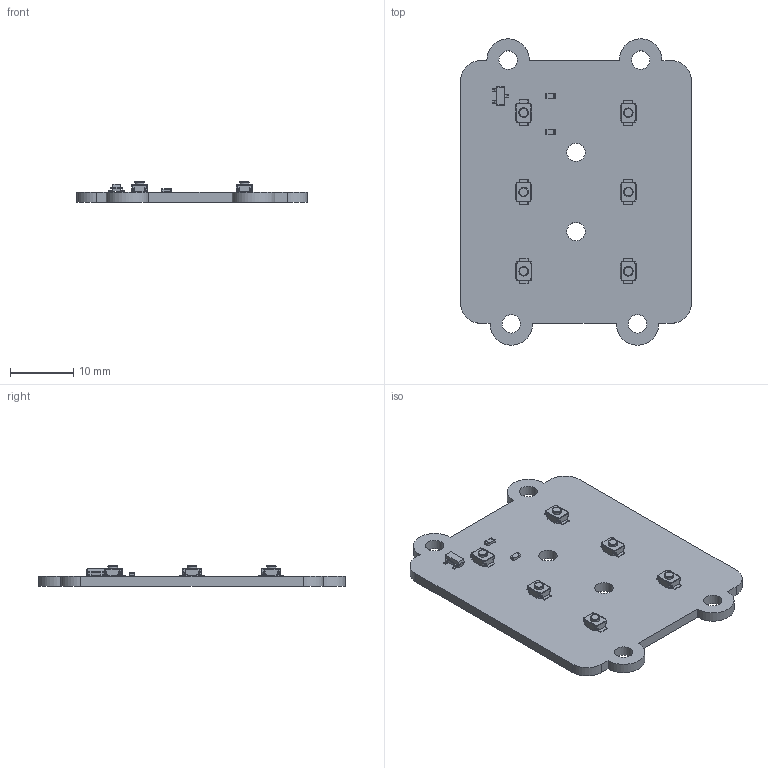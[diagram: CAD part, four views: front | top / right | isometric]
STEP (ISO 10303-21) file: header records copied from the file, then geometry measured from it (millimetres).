
FILE_DESCRIPTION(('KiCad electronic assembly'),'2;1');
FILE_NAME('sucker-one-ui-board.step','2021-03-05T18:09:21',('Pcbnew'),( 'Kicad'),'Open CASCADE STEP processor 7.5','KiCad to STEP converter' ,'Unknown');
FILE_SCHEMA(('AUTOMOTIVE_DESIGN { 1 0 10303 214 1 1 1 1 }'));
Length unit declared in the file: millimetre
Products named in the file (8): Open CASCADE STEP translator 7.5 1; R_0603_1608Metric; SOLID; SW_SPST_B3U-1000P; SOT-23; COMPOUND
Assembly tree (13 placements, depth 3):
  Open CASCADE STEP translator 7.5 1
    R_0603_1608Metric  x2
      SOLID
    SW_SPST_B3U-1000P  x6
      SOLID
    SOT-23
      SOLID
    COMPOUND
Bounding box: 36.4 x 48.28 x 3.24 mm (x, y, z)
Volume: 2511.9 mm3; surface area: 3652.1 mm2
Topology: 10 solids, 10 shells, 1604 faces, 4084 edges, 2332 vertices
Faces by surface type: bspline 1580, cylinder 14, plane 10
Full cylindrical faces by diameter (mm): 2.9 x6
Entity records: 23791 total; most frequent: CARTESIAN_POINT 9106, B_SPLINE_CURVE_WITH_KNOTS 2171, ORIENTED_EDGE 1828, PCURVE 1828, DEFINITIONAL_REPRESENTATION 1828, EDGE_CURVE 914, SURFACE_CURVE 906, VERTEX_POINT 543
